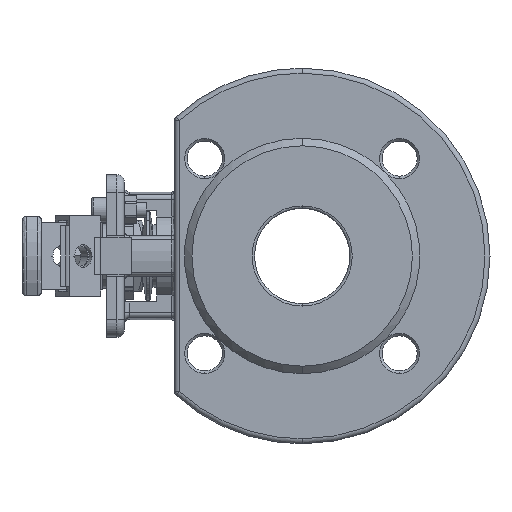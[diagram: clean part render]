
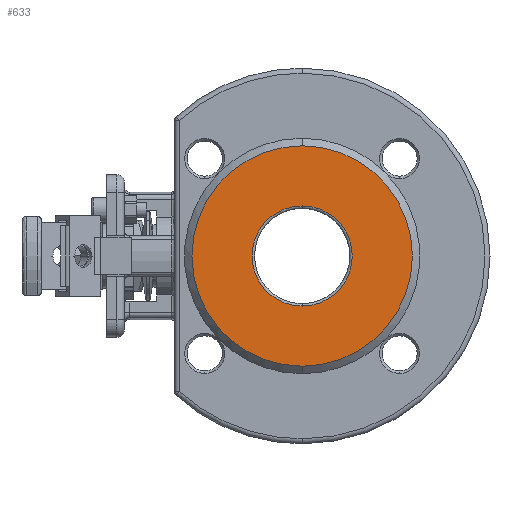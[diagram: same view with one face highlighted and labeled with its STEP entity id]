
A CAD part, left-side view. The second image highlights one B-rep face of the part: STEP entity #633.
In plain terms, the highlighted planar face has unit normal (-1, 0, 0).
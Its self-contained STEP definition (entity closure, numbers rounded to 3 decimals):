
#633 = ADVANCED_FACE ( 'NONE', ( #25538, #30210 ), #21153, .T. ) ;
#966 = CARTESIAN_POINT ( 'NONE',  ( -32.5, -44., 0. ) ) ;
#2767 = VERTEX_POINT ( 'NONE', #28262 ) ;
#3224 = DIRECTION ( 'NONE',  ( 0., 0., 1. ) ) ;
#3412 = VERTEX_POINT ( 'NONE', #29943 ) ;
#3983 = DIRECTION ( 'NONE',  ( 0., 0., 1. ) ) ;
#4022 = EDGE_CURVE ( 'NONE', #20039, #30744, #23794, .T. ) ;
#5153 = CARTESIAN_POINT ( 'NONE',  ( -32.5, 0., 0. ) ) ;
#5567 = CARTESIAN_POINT ( 'NONE',  ( -32.5, 0., 20. ) ) ;
#6417 = EDGE_CURVE ( 'NONE', #30744, #20039, #43293, .T. ) ;
#7165 = CIRCLE ( 'NONE', #36526, 44. ) ;
#8037 = EDGE_CURVE ( 'NONE', #2767, #3412, #29037, .T. ) ;
#10622 = ORIENTED_EDGE ( 'NONE', *, *, #8037, .T. ) ;
#10753 = AXIS2_PLACEMENT_3D ( 'NONE', #16850, #23431, #3224 ) ;
#11903 = DIRECTION ( 'NONE',  ( -1., 0., 0. ) ) ;
#12385 = AXIS2_PLACEMENT_3D ( 'NONE', #966, #30637, #40990 ) ;
#14671 = DIRECTION ( 'NONE',  ( 0., 0., 1. ) ) ;
#15126 = DIRECTION ( 'NONE',  ( 0., 0., 1. ) ) ;
#16850 = CARTESIAN_POINT ( 'NONE',  ( -32.5, 0., 0. ) ) ;
#20039 = VERTEX_POINT ( 'NONE', #5567 ) ;
#20678 = EDGE_LOOP ( 'NONE', ( #10622, #42870 ) ) ;
#20816 = CARTESIAN_POINT ( 'NONE',  ( -32.5, 0., 0. ) ) ;
#20938 = CARTESIAN_POINT ( 'NONE',  ( -32.5, 0., 0. ) ) ;
#21153 = PLANE ( 'NONE',  #12385 ) ;
#23431 = DIRECTION ( 'NONE',  ( 1., 0., 0. ) ) ;
#23543 = CARTESIAN_POINT ( 'NONE',  ( -32.5, 0., -20. ) ) ;
#23765 = AXIS2_PLACEMENT_3D ( 'NONE', #20816, #24435, #3983 ) ;
#23773 = EDGE_CURVE ( 'NONE', #3412, #2767, #7165, .T. ) ;
#23794 = CIRCLE ( 'NONE', #10753, 20. ) ;
#24435 = DIRECTION ( 'NONE',  ( 1., 0., 0. ) ) ;
#25538 = FACE_BOUND ( 'NONE', #43243, .T. ) ;
#27710 = AXIS2_PLACEMENT_3D ( 'NONE', #20938, #28051, #14671 ) ;
#28051 = DIRECTION ( 'NONE',  ( -1., 0., 0. ) ) ;
#28262 = CARTESIAN_POINT ( 'NONE',  ( -32.5, 0., -44. ) ) ;
#29037 = CIRCLE ( 'NONE', #27710, 44. ) ;
#29207 = ORIENTED_EDGE ( 'NONE', *, *, #6417, .T. ) ;
#29516 = ORIENTED_EDGE ( 'NONE', *, *, #4022, .T. ) ;
#29943 = CARTESIAN_POINT ( 'NONE',  ( -32.5, 0., 44. ) ) ;
#30210 = FACE_OUTER_BOUND ( 'NONE', #20678, .T. ) ;
#30637 = DIRECTION ( 'NONE',  ( -1., 0., 0. ) ) ;
#30744 = VERTEX_POINT ( 'NONE', #23543 ) ;
#36526 = AXIS2_PLACEMENT_3D ( 'NONE', #5153, #11903, #15126 ) ;
#40990 = DIRECTION ( 'NONE',  ( 0., 0., 1. ) ) ;
#42870 = ORIENTED_EDGE ( 'NONE', *, *, #23773, .T. ) ;
#43243 = EDGE_LOOP ( 'NONE', ( #29516, #29207 ) ) ;
#43293 = CIRCLE ( 'NONE', #23765, 20. ) ;
